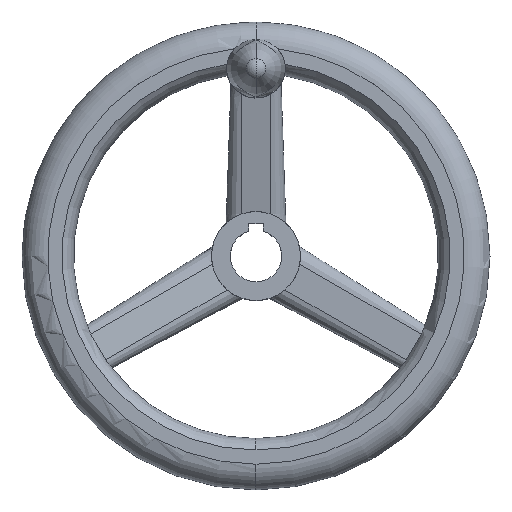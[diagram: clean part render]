
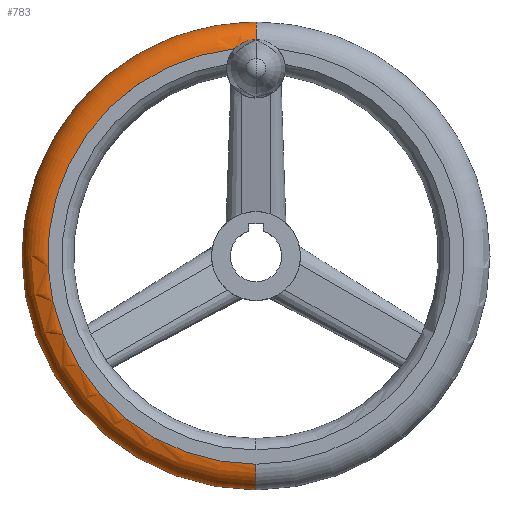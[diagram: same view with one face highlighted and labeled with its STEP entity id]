
A CAD part, top view. The second image highlights one B-rep face of the part: STEP entity #783.
In plain terms, the highlighted toroidal (fillet/blend) face has major radius 89 mm and minor radius 11 mm.
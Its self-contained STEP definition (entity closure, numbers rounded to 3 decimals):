
#385=EDGE_CURVE('',#503,#759,#941,.T.);
#503=VERTEX_POINT('',#1069);
#529=VERTEX_POINT('',#1098);
#543=EDGE_CURVE('',#815,#529,#1114,.T.);
#667=EDGE_CURVE('',#793,#759,#1254,.T.);
#759=VERTEX_POINT('',#1358);
#769=EDGE_CURVE('',#503,#529,#1368,.T.);
#783=ADVANCED_FACE('',(#1382),#1383,.T.);
#793=VERTEX_POINT('',#1394);
#803=EDGE_CURVE('',#793,#815,#1404,.T.);
#815=VERTEX_POINT('',#1416);
#941=CIRCLE('',#1649,100.0);
#1069=CARTESIAN_POINT('',(0.,100.,34.));
#1098=CARTESIAN_POINT('',(0.,89.,45.));
#1114=CIRCLE('',#2161,89.);
#1254=CIRCLE('',#2459,11.0);
#1358=CARTESIAN_POINT('',(0.,-100.0,34.));
#1368=CIRCLE('',#2731,11.0);
#1382=FACE_OUTER_BOUND('',#2782,.T.);
#1383=TOROIDAL_SURFACE('',#2783,89.0,11.0);
#1394=CARTESIAN_POINT('',(0.,-89.0,45.));
#1404=CIRCLE('',#2811,89.);
#1416=CARTESIAN_POINT('',(-9.138,88.53,45.));
#1649=AXIS2_PLACEMENT_3D('',#2996,#2997,#2998);
#2161=AXIS2_PLACEMENT_3D('',#3191,#3192,#3193);
#2459=AXIS2_PLACEMENT_3D('',#3401,#3402,#3403);
#2731=AXIS2_PLACEMENT_3D('',#3545,#3546,#3547);
#2782=EDGE_LOOP('',(#3558,#3559,#3560,#3561,#3562));
#2783=AXIS2_PLACEMENT_3D('',#3563,#3564,#3565);
#2811=AXIS2_PLACEMENT_3D('',#3585,#3586,#3587);
#2996=CARTESIAN_POINT('',(0.,0.,34.));
#2997=DIRECTION('',(0.,0.,1.0));
#2998=DIRECTION('',(1.0,0.0,0.));
#3191=CARTESIAN_POINT('',(0.,0.,45.));
#3192=DIRECTION('',(0.,0.,-1.0));
#3193=DIRECTION('',(0.,1.0,0.));
#3401=CARTESIAN_POINT('',(0.,-89.0,34.));
#3402=DIRECTION('',(1.0,0.,0.));
#3403=DIRECTION('',(0.,-1.0,0.));
#3545=CARTESIAN_POINT('',(0.,89.,34.));
#3546=DIRECTION('',(1.0,0.,0.));
#3547=DIRECTION('',(0.,1.0,0.));
#3558=ORIENTED_EDGE('',*,*,#385,.T.);
#3559=ORIENTED_EDGE('',*,*,#667,.F.);
#3560=ORIENTED_EDGE('',*,*,#803,.T.);
#3561=ORIENTED_EDGE('',*,*,#543,.T.);
#3562=ORIENTED_EDGE('',*,*,#769,.F.);
#3563=CARTESIAN_POINT('',(0.,0.,34.));
#3564=DIRECTION('',(0.,0.,1.0));
#3565=DIRECTION('',(0.,1.0,0.0));
#3585=CARTESIAN_POINT('',(0.,0.,45.));
#3586=DIRECTION('',(0.,0.,-1.0));
#3587=DIRECTION('',(0.,1.0,0.));
